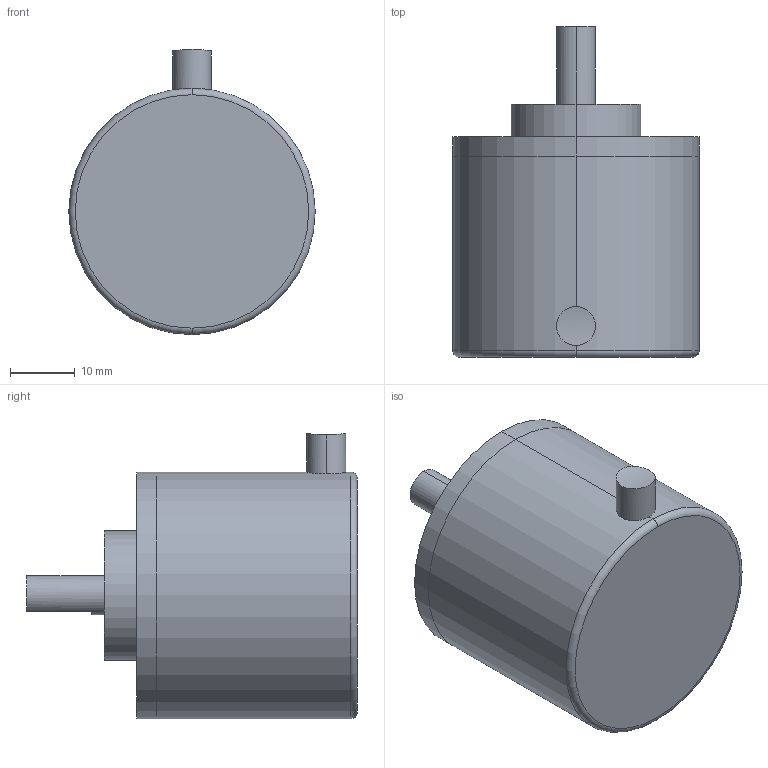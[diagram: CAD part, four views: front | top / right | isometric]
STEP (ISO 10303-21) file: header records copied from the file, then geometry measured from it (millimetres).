
FILE_DESCRIPTION (( 'STEP AP214' ), '1' );
FILE_NAME ('LPD3806-600BM-G5-24C.STEP', '2017-06-02T20:23:26', ( '' ), ( '' ), 'SwSTEP 2.0', 'SolidWorks 2017', '' );
FILE_SCHEMA (( 'AUTOMOTIVE_DESIGN' ));
Length unit declared in the file: millimetre
Products named in the file (2): LPD3806-600BM-G5-24C
Bounding box: 38 x 51 x 44 mm (x, y, z)
Volume: 39952.6 mm3; surface area: 10341.9 mm2
Topology: 5 solids, 5 shells, 57 faces, 118 edges, 78 vertices
Faces by surface type: cylinder 36, plane 17, torus 2, bspline 2
Entity records: 1996 total; most frequent: CARTESIAN_POINT 353, DIRECTION 302, ORIENTED_EDGE 236, AXIS2_PLACEMENT_3D 131, EDGE_CURVE 118, VERTEX_POINT 78, EDGE_LOOP 76, CIRCLE 74
